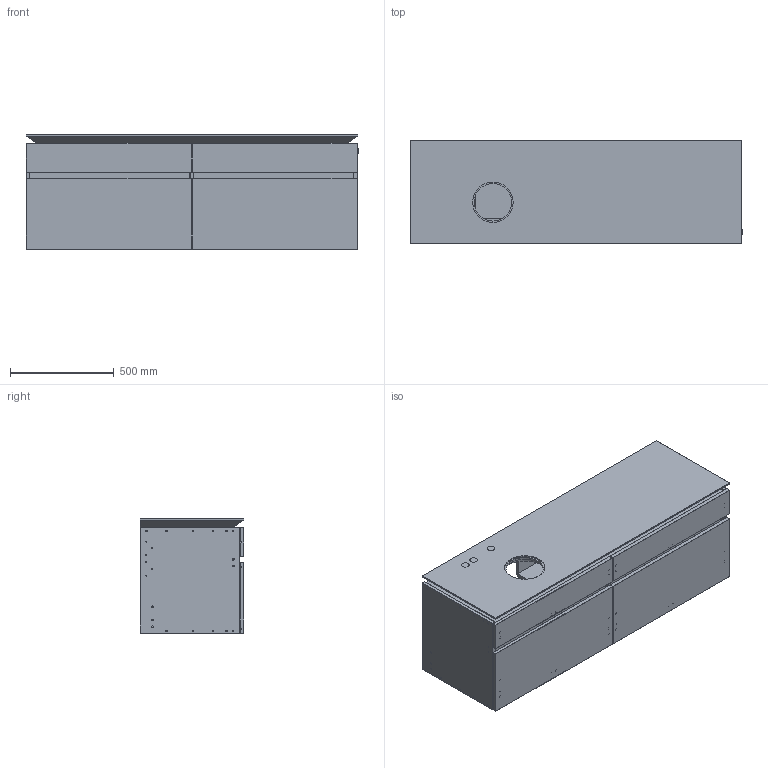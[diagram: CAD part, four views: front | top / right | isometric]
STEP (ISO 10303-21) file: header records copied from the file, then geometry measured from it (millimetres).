
FILE_DESCRIPTION((' '),'2;1');
FILE_NAME('B59600_B596L0.stp','2022-05-16T08:08:17',(' '),(' '),' ','ACIS',' ');
FILE_SCHEMA(('CONFIG_CONTROL_DESIGN'));
Length unit declared in the file: millimetre
Products named in the file (28): B59600_B596L0.stp; Körper1; Körper2; Körper3; Körper4; Körper5; Körper6; Körper7; Körper8; Körper9; Körper10; Körper11; Körper12; Körper13; Körper14; Körper15; Körper16; Körper17; Körper18; Körper19; Körper20; Körper21; Körper22; Körper23; Körper24; Körper25; Körper26; Körper27
Assembly tree (27 placements, depth 2):
  B59600_B596L0.stp
    Körper1
    Körper2
    Körper3
    Körper4
    Körper5
    Körper6
    Körper7
    Körper8
    Körper9
    Körper10
    Körper11
    Körper12
    Körper13
    Körper14
    Körper15
    Körper16
    Körper17
    Körper18
    Körper19
    Körper20
    Körper21
    Körper22
    Körper23
    Körper24
    Körper25
    Körper26
    Körper27
Bounding box: 1601.5 x 500 x 551.8 mm (x, y, z)
Volume: 98249798.8 mm3; surface area: 10610329.9 mm2
Topology: 27 solids, 27 shells, 865 faces, 1727 edges, 1168 vertices
Faces by surface type: plane 544, cylinder 319, cone 1, torus 1
Full cylindrical faces by diameter (mm): 3 x96, 5 x35, 6.5 x6, 8 x61, 8.01 x46, 10 x34, 26 x1
Entity records: 24914 total; most frequent: DIRECTION 3894, CARTESIAN_POINT 3476, ORIENTED_EDGE 2786, AXIS2_PLACEMENT_3D 1586, EDGE_LOOP 1458, EDGE_CURVE 1393, VERTEX_POINT 1115, FACE_OUTER_BOUND 865
